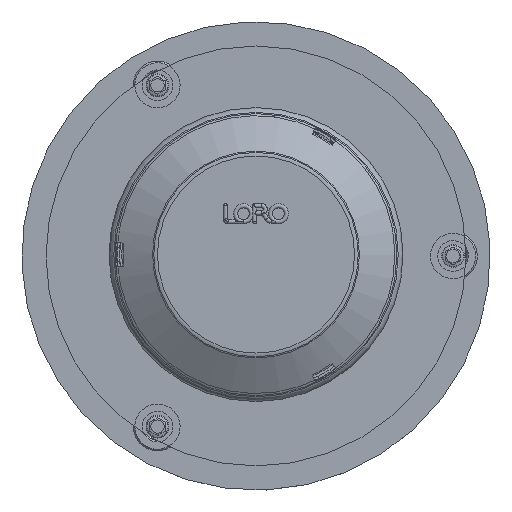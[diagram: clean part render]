
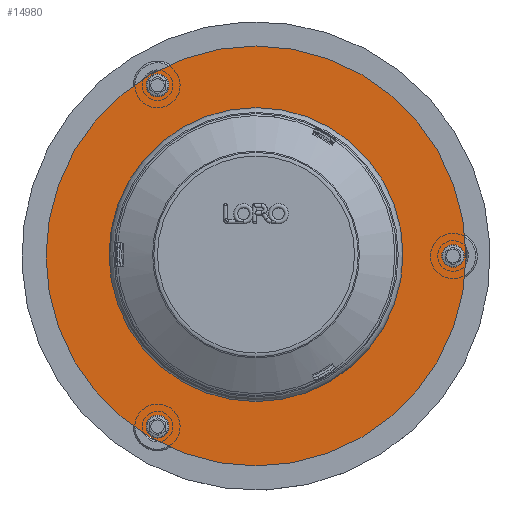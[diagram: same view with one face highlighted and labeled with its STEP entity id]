
A CAD part, top view. The second image highlights one B-rep face of the part: STEP entity #14980.
In plain terms, the highlighted planar face has unit normal (0, 0, 1).
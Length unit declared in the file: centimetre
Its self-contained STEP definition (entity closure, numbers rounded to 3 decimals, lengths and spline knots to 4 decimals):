
#176=FACE_BOUND('',#2368,.T.);
#177=FACE_BOUND('',#2369,.T.);
#178=FACE_BOUND('',#2370,.T.);
#179=FACE_BOUND('',#2371,.T.);
#536=PLANE('',#19507);
#1431=FACE_OUTER_BOUND('',#2367,.T.);
#2367=EDGE_LOOP('',(#9757));
#2368=EDGE_LOOP('',(#9758));
#2369=EDGE_LOOP('',(#9759));
#2370=EDGE_LOOP('',(#9760));
#2371=EDGE_LOOP('',(#9761));
#3607=CIRCLE('',#19492,4.);
#3609=CIRCLE('',#19495,4.);
#3611=CIRCLE('',#19498,4.);
#3614=CIRCLE('',#19502,84.5);
#3616=CIRCLE('',#19505,130.);
#4697=VERTEX_POINT('',#27665);
#4699=VERTEX_POINT('',#27671);
#4701=VERTEX_POINT('',#27677);
#4704=VERTEX_POINT('',#27685);
#4706=VERTEX_POINT('',#27691);
#6659=EDGE_CURVE('',#4697,#4697,#3607,.T.);
#6662=EDGE_CURVE('',#4699,#4699,#3609,.T.);
#6665=EDGE_CURVE('',#4701,#4701,#3611,.T.);
#6670=EDGE_CURVE('',#4704,#4704,#3614,.T.);
#6673=EDGE_CURVE('',#4706,#4706,#3616,.T.);
#9757=ORIENTED_EDGE('',*,*,#6673,.T.);
#9758=ORIENTED_EDGE('',*,*,#6670,.F.);
#9759=ORIENTED_EDGE('',*,*,#6659,.T.);
#9760=ORIENTED_EDGE('',*,*,#6662,.T.);
#9761=ORIENTED_EDGE('',*,*,#6665,.T.);
#14980=ADVANCED_FACE('',(#1431,#176,#177,#178,#179),#536,.T.);
#19492=AXIS2_PLACEMENT_3D('',#27666,#21803,#21804);
#19495=AXIS2_PLACEMENT_3D('',#27672,#21810,#21811);
#19498=AXIS2_PLACEMENT_3D('',#27678,#21817,#21818);
#19502=AXIS2_PLACEMENT_3D('',#27687,#21827,#21828);
#19505=AXIS2_PLACEMENT_3D('',#27693,#21834,#21835);
#19507=AXIS2_PLACEMENT_3D('',#27695,#21838,#21839);
#21803=DIRECTION('center_axis',(0.,0.,-1.));
#21804=DIRECTION('ref_axis',(-0.866,-0.5,0.));
#21810=DIRECTION('center_axis',(0.,0.,-1.));
#21811=DIRECTION('ref_axis',(0.5,-0.866,0.));
#21817=DIRECTION('center_axis',(0.,0.,-1.));
#21818=DIRECTION('ref_axis',(-0.5,0.866,0.));
#21827=DIRECTION('center_axis',(0.,0.,1.));
#21828=DIRECTION('ref_axis',(0.866,0.5,0.));
#21834=DIRECTION('center_axis',(0.,0.,1.));
#21835=DIRECTION('ref_axis',(0.866,0.5,0.));
#21838=DIRECTION('center_axis',(0.,0.,1.));
#21839=DIRECTION('ref_axis',(0.5,-0.866,0.));
#27665=CARTESIAN_POINT('',(125.4641,2.,25.5));
#27666=CARTESIAN_POINT('Origin',(122.,0.,25.5));
#27671=CARTESIAN_POINT('',(-63.,-102.191,25.5));
#27672=CARTESIAN_POINT('Origin',(-61.,-105.6551,25.5));
#27677=CARTESIAN_POINT('',(-59.,102.191,25.5));
#27678=CARTESIAN_POINT('Origin',(-61.,105.6551,25.5));
#27685=CARTESIAN_POINT('',(-73.1791,-42.25,25.5));
#27687=CARTESIAN_POINT('Origin',(0.,0.,
25.5));
#27691=CARTESIAN_POINT('',(-112.5833,-65.,25.5));
#27693=CARTESIAN_POINT('Origin',(0.,0.,
25.5));
#27695=CARTESIAN_POINT('Origin',(0.,0.,
25.5));
